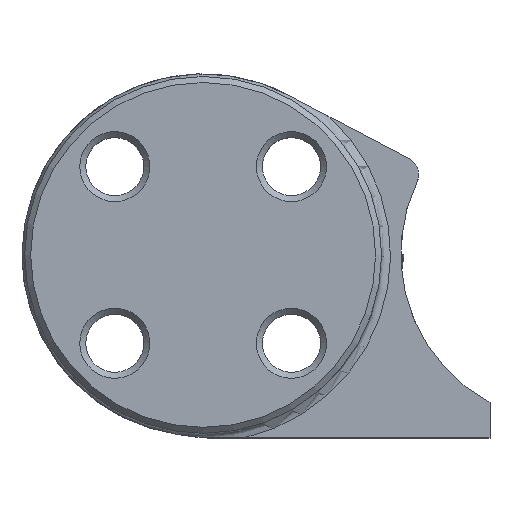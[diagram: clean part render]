
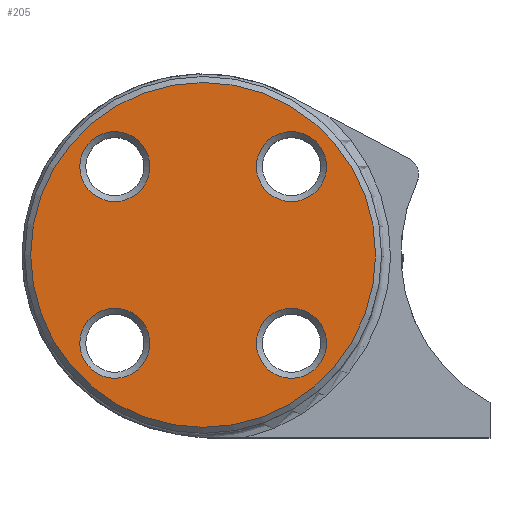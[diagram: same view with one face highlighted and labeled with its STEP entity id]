
A CAD part, top view. The second image highlights one B-rep face of the part: STEP entity #205.
In plain terms, the highlighted planar face has unit normal (0, 0, 1).
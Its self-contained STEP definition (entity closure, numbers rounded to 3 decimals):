
#117=PLANE('',#1563);
#150=FACE_BOUND('',#357,.T.);
#151=FACE_BOUND('',#358,.T.);
#152=FACE_BOUND('',#359,.T.);
#153=FACE_BOUND('',#360,.T.);
#154=FACE_BOUND('',#361,.T.);
#205=ADVANCED_FACE('',(#150,#151,#152,#153,#154),#117,.F.);
#357=EDGE_LOOP('',(#707));
#358=EDGE_LOOP('',(#708));
#359=EDGE_LOOP('',(#709));
#360=EDGE_LOOP('',(#710));
#361=EDGE_LOOP('',(#711));
#551=CIRCLE('',#1557,19.325);
#552=CIRCLE('',#1559,3.925);
#553=CIRCLE('',#1560,3.925);
#554=CIRCLE('',#1561,3.925);
#555=CIRCLE('',#1562,3.925);
#707=ORIENTED_EDGE('',*,*,#1218,.F.);
#708=ORIENTED_EDGE('',*,*,#1219,.T.);
#709=ORIENTED_EDGE('',*,*,#1220,.T.);
#710=ORIENTED_EDGE('',*,*,#1221,.F.);
#711=ORIENTED_EDGE('',*,*,#1217,.F.);
#1046=VERTEX_POINT('',#3511);
#1047=VERTEX_POINT('',#3514);
#1048=VERTEX_POINT('',#3516);
#1049=VERTEX_POINT('',#3518);
#1050=VERTEX_POINT('',#3520);
#1217=EDGE_CURVE('',#1046,#1046,#551,.T.);
#1218=EDGE_CURVE('',#1047,#1047,#552,.T.);
#1219=EDGE_CURVE('',#1048,#1048,#553,.T.);
#1220=EDGE_CURVE('',#1049,#1049,#554,.T.);
#1221=EDGE_CURVE('',#1050,#1050,#555,.T.);
#1557=AXIS2_PLACEMENT_3D('',#3510,#1742,#1743);
#1559=AXIS2_PLACEMENT_3D('',#3513,#1746,#1747);
#1560=AXIS2_PLACEMENT_3D('',#3515,#1748,#1749);
#1561=AXIS2_PLACEMENT_3D('',#3517,#1750,#1751);
#1562=AXIS2_PLACEMENT_3D('',#3519,#1752,#1753);
#1563=AXIS2_PLACEMENT_3D('',#3521,#1754,#1755);
#1742=DIRECTION('',(0.,0.,-1.));
#1743=DIRECTION('',(1.,0.,0.));
#1746=DIRECTION('',(0.,0.,1.));
#1747=DIRECTION('',(1.,0.,0.));
#1748=DIRECTION('',(0.,0.,-1.));
#1749=DIRECTION('',(1.,0.,0.));
#1750=DIRECTION('',(0.,0.,-1.));
#1751=DIRECTION('',(1.,0.,0.));
#1752=DIRECTION('',(0.,0.,1.));
#1753=DIRECTION('',(1.,0.,0.));
#1754=DIRECTION('',(0.,0.,-1.));
#1755=DIRECTION('',(1.,0.,0.));
#3510=CARTESIAN_POINT('',(0.,0.,0.));
#3511=CARTESIAN_POINT('',(19.325,0.,0.));
#3513=CARTESIAN_POINT('',(-9.899,-9.899,0.));
#3514=CARTESIAN_POINT('',(-5.974,-9.899,0.));
#3515=CARTESIAN_POINT('',(-9.899,9.899,0.));
#3516=CARTESIAN_POINT('',(-5.974,9.899,0.));
#3517=CARTESIAN_POINT('',(9.899,-9.899,0.));
#3518=CARTESIAN_POINT('',(13.824,-9.899,0.));
#3519=CARTESIAN_POINT('',(9.899,9.899,0.));
#3520=CARTESIAN_POINT('',(13.824,9.899,0.));
#3521=CARTESIAN_POINT('',(0.,0.,0.));
